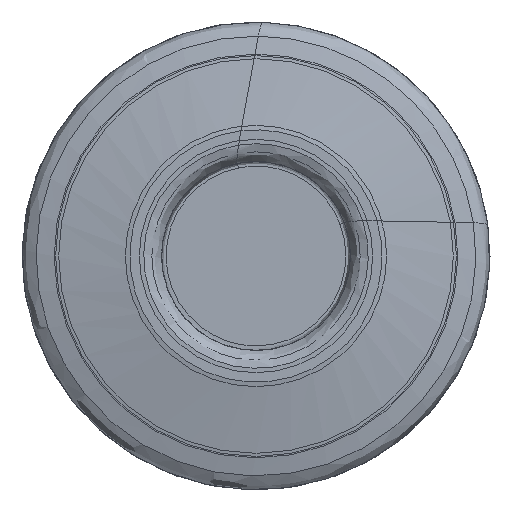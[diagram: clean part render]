
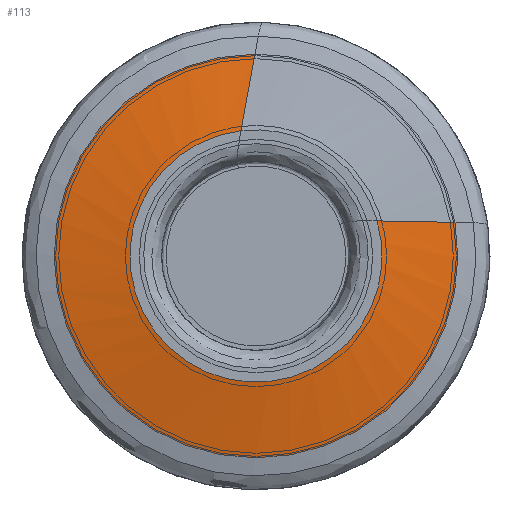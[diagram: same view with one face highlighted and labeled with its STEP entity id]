
A CAD part, left-side view. The second image highlights one B-rep face of the part: STEP entity #113.
In plain terms, the highlighted free-form (B-spline) face has degree [1, 3] with [2, 7] control points.
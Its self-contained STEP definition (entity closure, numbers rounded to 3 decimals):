
#113=ADVANCED_FACE('',(#191),#163,.F.);
#163=(
BOUNDED_SURFACE()
B_SPLINE_SURFACE(1,3,((#964,#965,#966,#967,#968,#969,#970),(#971,#972,#973,
#974,#975,#976,#977)),.UNSPECIFIED.,.F.,.F.,.F.)
B_SPLINE_SURFACE_WITH_KNOTS((2,2),(4,3,4),(0.,1.),(0.,0.5,1.),
 .UNSPECIFIED.)
GEOMETRIC_REPRESENTATION_ITEM()
RATIONAL_B_SPLINE_SURFACE(((1.,0.563,0.563,1.,0.563,
0.563,1.),(1.,0.563,0.563,1.,0.563,
0.563,1.)))
REPRESENTATION_ITEM('')
SURFACE()
);
#191=FACE_OUTER_BOUND('',#225,.T.);
#225=EDGE_LOOP('',(#351,#352,#353,#354));
#292=CIRCLE('',#690,8.625);
#293=CIRCLE('',#691,5.391);
#351=ORIENTED_EDGE('',*,*,#562,.F.);
#352=ORIENTED_EDGE('',*,*,#560,.F.);
#353=ORIENTED_EDGE('',*,*,#563,.T.);
#354=ORIENTED_EDGE('',*,*,#558,.F.);
#509=VERTEX_POINT('',#947);
#510=VERTEX_POINT('',#948);
#511=VERTEX_POINT('',#950);
#512=VERTEX_POINT('',#952);
#558=EDGE_CURVE('',#509,#510,#639,.T.);
#560=EDGE_CURVE('',#511,#512,#640,.T.);
#562=EDGE_CURVE('',#512,#509,#292,.T.);
#563=EDGE_CURVE('',#511,#510,#293,.T.);
#639=LINE('',#946,#663);
#640=LINE('',#951,#664);
#663=VECTOR('',#766,1.);
#664=VECTOR('',#769,1.);
#690=AXIS2_PLACEMENT_3D('',#962,#772,#773);
#691=AXIS2_PLACEMENT_3D('',#963,#774,#775);
#766=DIRECTION('',(-0.173,0.177,-0.969));
#769=DIRECTION('',(0.173,-0.985,-0.018));
#772=DIRECTION('',(1.,0.,0.));
#773=DIRECTION('',(0.,-0.986,0.167));
#774=DIRECTION('',(1.,0.,0.));
#775=DIRECTION('',(0.,-0.961,0.278));
#946=CARTESIAN_POINT('',(0.,0.645,5.352));
#947=CARTESIAN_POINT('',(0.583,0.047,8.625));
#948=CARTESIAN_POINT('',(0.,0.645,5.352));
#950=CARTESIAN_POINT('',(0.,-5.178,1.5));
#951=CARTESIAN_POINT('',(0.,-5.178,1.5));
#952=CARTESIAN_POINT('',(0.583,-8.504,1.439));
#962=CARTESIAN_POINT('',(0.583,0.,0.));
#963=CARTESIAN_POINT('',(0.,0.,0.));
#964=CARTESIAN_POINT('',(0.,-5.178,1.5));
#965=CARTESIAN_POINT('',(0.,-6.844,-4.252));
#966=CARTESIAN_POINT('',(0.,-2.02,-7.8));
#967=CARTESIAN_POINT('',(0.,2.975,-4.496));
#968=CARTESIAN_POINT('',(0.,7.969,-1.192));
#969=CARTESIAN_POINT('',(0.,6.59,4.636));
#970=CARTESIAN_POINT('',(0.,0.645,5.352));
#971=CARTESIAN_POINT('',(0.583,-8.504,1.439));
#972=CARTESIAN_POINT('',(0.583,-10.102,-8.009));
#973=CARTESIAN_POINT('',(0.583,-1.786,-12.767));
#974=CARTESIAN_POINT('',(0.583,5.549,-6.603));
#975=CARTESIAN_POINT('',(0.583,12.884,-0.439));
#976=CARTESIAN_POINT('',(0.583,9.628,8.573));
#977=CARTESIAN_POINT('',(0.583,0.047,8.625));
